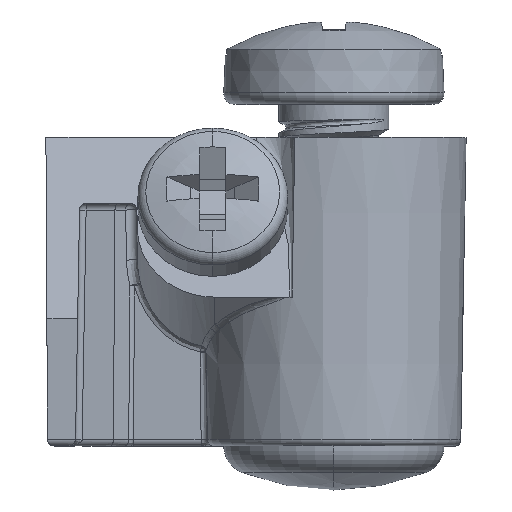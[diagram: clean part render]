
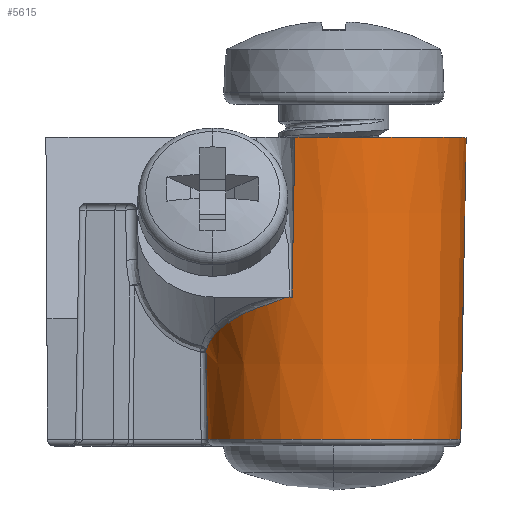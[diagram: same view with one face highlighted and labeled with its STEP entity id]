
A CAD part, top view. The second image highlights one B-rep face of the part: STEP entity #5615.
In plain terms, the highlighted conical face has half-angle 1 degrees and reference radius 5.88 mm.
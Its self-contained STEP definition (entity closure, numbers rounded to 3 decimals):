
#1797=CARTESIAN_POINT('',(-5.185,-5.725,
2.704));
#1798=CARTESIAN_POINT('',(-5.144,-5.687,
2.783));
#1799=CARTESIAN_POINT('',(-5.06,-5.611,
2.939));
#1800=CARTESIAN_POINT('',(-4.924,-5.501,
3.165));
#1801=CARTESIAN_POINT('',(-4.779,-5.395,
3.384));
#1802=CARTESIAN_POINT('',(-4.624,-5.292,3.595));
#1803=CARTESIAN_POINT('',(-4.462,-5.194,
3.796));
#1804=CARTESIAN_POINT('',(-4.29,-5.099,
3.993));
#1805=CARTESIAN_POINT('',(-4.108,-5.007,
4.182));
#1806=CARTESIAN_POINT('',(-3.922,-4.921,
4.359));
#1807=CARTESIAN_POINT('',(-3.741,-4.844,
4.517));
#1808=CARTESIAN_POINT('',(-3.568,-4.777,
4.655));
#1809=CARTESIAN_POINT('',(-3.406,-4.718,
4.776));
#1810=CARTESIAN_POINT('',(-3.256,-4.667,
4.881));
#1811=CARTESIAN_POINT('',(-3.12,-4.625,
4.969));
#1812=CARTESIAN_POINT('',(-3.,-4.587,
5.043));
#1813=CARTESIAN_POINT('',(-2.885,-4.548,
5.111));
#1814=CARTESIAN_POINT('',(-2.769,-4.507,
5.175));
#1815=CARTESIAN_POINT('',(-2.652,-4.462,
5.237));
#1816=CARTESIAN_POINT('',(-2.531,-4.414,
5.298));
#1817=CARTESIAN_POINT('',(-2.407,-4.362,
5.356));
#1818=CARTESIAN_POINT('',(-2.283,-4.308,
5.411));
#1819=CARTESIAN_POINT('',(-2.2,-4.27,
5.446));
#1820=CARTESIAN_POINT('',(-2.159,-4.25,
5.462));
#1872=CARTESIAN_POINT('',(-1.9,-4.25,5.558));
#1873=CARTESIAN_POINT('',(-1.886,-3.456,
5.577));
#1874=CARTESIAN_POINT('',(-1.858,-1.861,
5.616));
#1875=CARTESIAN_POINT('',(-1.816,0.556,
5.674));
#1876=CARTESIAN_POINT('',(-1.788,2.183,5.713));
#1877=CARTESIAN_POINT('',(-1.773,3.,5.732));
#1882=CARTESIAN_POINT('',(0.,3.,0.));
#1883=DIRECTION('',(0.,1.,0.));
#1884=DIRECTION('',(-0.296,0.,0.955));
#1885=AXIS2_PLACEMENT_3D('',#1882,#1883,#1884);
#1906=CARTESIAN_POINT('',(0.,-0.295,0.));
#1907=DIRECTION('',(0.,-1.,0.));
#1908=DIRECTION('',(0.119,0.,-0.993));
#1909=AXIS2_PLACEMENT_3D('',#1906,#1907,#1908);
#2196=DIRECTION('',(0.017,1.,0.));
#2197=VECTOR('',#2196,3.295);
#2198=CARTESIAN_POINT('',(5.942,-0.295,0.));
#2199=LINE('',#2198,#2197);
#2406=CARTESIAN_POINT('',(0.,-10.705,0.));
#2407=DIRECTION('',(0.,-1.,0.));
#2408=DIRECTION('',(0.093,0.,-0.996));
#2409=AXIS2_PLACEMENT_3D('',#2406,#2407,#2408);
#3226=CARTESIAN_POINT('',(0.,-4.25,0.));
#3227=DIRECTION('',(0.,1.,0.));
#3228=DIRECTION('',(-0.368,0.,0.93));
#3229=AXIS2_PLACEMENT_3D('',#3226,#3227,#3228);
#3241=CARTESIAN_POINT('',(-5.37,-5.912,
2.307));
#3242=CARTESIAN_POINT('',(-5.351,-5.892,
2.352));
#3243=CARTESIAN_POINT('',(-5.312,-5.85,
2.442));
#3244=CARTESIAN_POINT('',(-5.25,-5.788,
2.574));
#3245=CARTESIAN_POINT('',(-5.207,-5.746,
2.661));
#3246=CARTESIAN_POINT('',(-5.185,-5.725,
2.704));
#3269=CARTESIAN_POINT('',(-5.801,-6.693,
0.585));
#3270=CARTESIAN_POINT('',(-5.784,-6.602,
0.774));
#3271=CARTESIAN_POINT('',(-5.73,-6.425,
1.156));
#3272=CARTESIAN_POINT('',(-5.585,-6.168,
1.741));
#3273=CARTESIAN_POINT('',(-5.448,-5.998,
2.121));
#3274=CARTESIAN_POINT('',(-5.37,-5.912,
2.307));
#3297=CARTESIAN_POINT('',(-5.803,-6.735,
0.56));
#3298=CARTESIAN_POINT('',(-5.803,-6.731,
0.56));
#3299=CARTESIAN_POINT('',(-5.803,-6.722,
0.561));
#3300=CARTESIAN_POINT('',(-5.803,-6.71,
0.566));
#3301=CARTESIAN_POINT('',(-5.802,-6.7,
0.574));
#3302=CARTESIAN_POINT('',(-5.802,-6.695,
0.581));
#3303=CARTESIAN_POINT('',(-5.801,-6.693,
0.585));
#3327=CARTESIAN_POINT('',(-5.802,-6.778,
0.56));
#3328=CARTESIAN_POINT('',(-5.802,-6.773,
0.56));
#3329=CARTESIAN_POINT('',(-5.803,-6.763,
0.56));
#3330=CARTESIAN_POINT('',(-5.803,-6.749,
0.56));
#3331=CARTESIAN_POINT('',(-5.803,-6.74,
0.56));
#3332=CARTESIAN_POINT('',(-5.803,-6.735,
0.56));
#3365=CARTESIAN_POINT('',(-5.736,-10.705,
0.529));
#3366=CARTESIAN_POINT('',(-5.744,-10.284,
0.53));
#3367=CARTESIAN_POINT('',(-5.758,-9.431,
0.535));
#3368=CARTESIAN_POINT('',(-5.78,-8.12,
0.546));
#3369=CARTESIAN_POINT('',(-5.795,-7.228,
0.555));
#3370=CARTESIAN_POINT('',(-5.802,-6.778,
0.56));
#3385=CARTESIAN_POINT('',(0.533,-10.705,
-5.736));
#3386=CARTESIAN_POINT('',(0.552,-9.54,
-5.755));
#3387=CARTESIAN_POINT('',(0.591,-7.214,
-5.792));
#3388=CARTESIAN_POINT('',(0.649,-3.744,
-5.846));
#3389=CARTESIAN_POINT('',(0.688,-1.443,
-5.882));
#3390=CARTESIAN_POINT('',(0.707,-0.295,
-5.9));
#3512=CARTESIAN_POINT('',(-1.773,3.,5.732));
#3513=CARTESIAN_POINT('',(6.,3.,0.));
#3514=VERTEX_POINT('',#3512);
#3515=VERTEX_POINT('',#3513);
#3516=CARTESIAN_POINT('',(-1.9,-4.25,5.558));
#3517=VERTEX_POINT('',#3516);
#3567=VERTEX_POINT('',#3327);
#3568=VERTEX_POINT('',#3332);
#3571=VERTEX_POINT('',#3303);
#3573=VERTEX_POINT('',#3274);
#3575=VERTEX_POINT('',#3246);
#3577=VERTEX_POINT('',#1820);
#3683=CARTESIAN_POINT('',(0.533,-10.705,
-5.736));
#3684=CARTESIAN_POINT('',(-5.736,-10.705,
0.529));
#3685=VERTEX_POINT('',#3683);
#3686=VERTEX_POINT('',#3684);
#3723=CARTESIAN_POINT('',(0.707,-0.295,
-5.9));
#3724=CARTESIAN_POINT('',(5.942,-0.295,0.));
#3725=VERTEX_POINT('',#3723);
#3726=VERTEX_POINT('',#3724);
#5584=CARTESIAN_POINT('',(0.,-3.853,0.));
#5585=DIRECTION('',(0.,1.,0.));
#5586=DIRECTION('',(1.,0.,0.));
#5587=AXIS2_PLACEMENT_3D('',#5584,#5585,#5586);
#5588=CONICAL_SURFACE('',#5587,5.88,1.);
#5590=ORIENTED_EDGE('',*,*,#5589,.F.);
#5592=ORIENTED_EDGE('',*,*,#5591,.F.);
#5594=ORIENTED_EDGE('',*,*,#5593,.T.);
#5596=ORIENTED_EDGE('',*,*,#5595,.T.);
#5598=ORIENTED_EDGE('',*,*,#5597,.T.);
#5600=ORIENTED_EDGE('',*,*,#5599,.T.);
#5602=ORIENTED_EDGE('',*,*,#5601,.T.);
#5604=ORIENTED_EDGE('',*,*,#5603,.T.);
#5605=ORIENTED_EDGE('',*,*,#5574,.T.);
#5607=ORIENTED_EDGE('',*,*,#5606,.T.);
#5609=ORIENTED_EDGE('',*,*,#5608,.T.);
#5610=ORIENTED_EDGE('',*,*,#3900,.T.);
#5612=ORIENTED_EDGE('',*,*,#5611,.F.);
#5613=EDGE_LOOP('',(#5590,#5592,#5594,#5596,#5598,#5600,#5602,#5604,#5605,#5607,
#5609,#5610,#5612));
#5614=FACE_OUTER_BOUND('',#5613,.F.);
#1821=B_SPLINE_CURVE_WITH_KNOTS('',3,(#1797,#1798,#1799,#1800,#1801,#1802,#1803,
#1804,#1805,#1806,#1807,#1808,#1809,#1810,#1811,#1812,#1813,#1814,#1815,#1816,
#1817,#1818,#1819,#1820),.UNSPECIFIED.,.F.,.F.,(4,1,1,1,1,1,1,1,1,1,1,1,1,1,1,1,
1,1,1,1,1,4),(0.,0.048,0.095,0.143,
0.19,0.238,0.286,0.333,
0.381,0.429,0.476,0.524,
0.571,0.619,0.667,0.714,
0.762,0.81,0.857,0.905,
0.952,1.),.UNSPECIFIED.);
#1878=B_SPLINE_CURVE_WITH_KNOTS('',3,(#1872,#1873,#1874,#1875,#1876,#1877),
.UNSPECIFIED.,.F.,.F.,(4,1,1,4),(0.,0.333,0.667,1.),
.UNSPECIFIED.);
#1886=CIRCLE('',#1885,6.);
#1910=CIRCLE('',#1909,5.942);
#2410=CIRCLE('',#2409,5.761);
#3230=CIRCLE('',#3229,5.873);
#3247=B_SPLINE_CURVE_WITH_KNOTS('',3,(#3241,#3242,#3243,#3244,#3245,#3246),
.UNSPECIFIED.,.F.,.F.,(4,1,1,4),(0.,0.333,0.667,1.),
.UNSPECIFIED.);
#3275=B_SPLINE_CURVE_WITH_KNOTS('',3,(#3269,#3270,#3271,#3272,#3273,#3274),
.UNSPECIFIED.,.F.,.F.,(4,1,1,4),(0.,0.333,0.667,1.),
.UNSPECIFIED.);
#3304=B_SPLINE_CURVE_WITH_KNOTS('',3,(#3297,#3298,#3299,#3300,#3301,#3302,
#3303),.UNSPECIFIED.,.F.,.F.,(4,1,1,1,4),(0.,0.25,0.5,0.75,1.),
.UNSPECIFIED.);
#3333=B_SPLINE_CURVE_WITH_KNOTS('',3,(#3327,#3328,#3329,#3330,#3331,#3332),
.UNSPECIFIED.,.F.,.F.,(4,1,1,4),(0.,0.333,0.667,1.),
.UNSPECIFIED.);
#3371=B_SPLINE_CURVE_WITH_KNOTS('',3,(#3365,#3366,#3367,#3368,#3369,#3370),
.UNSPECIFIED.,.F.,.F.,(4,1,1,4),(0.,0.333,0.667,1.),
.UNSPECIFIED.);
#3391=B_SPLINE_CURVE_WITH_KNOTS('',3,(#3385,#3386,#3387,#3388,#3389,#3390),
.UNSPECIFIED.,.F.,.F.,(4,1,1,4),(0.,0.333,0.667,1.),
.UNSPECIFIED.);
#3900=EDGE_CURVE('',#3514,#3515,#1886,.T.);
#5574=EDGE_CURVE('',#3575,#3577,#1821,.T.);
#5589=EDGE_CURVE('',#3725,#3726,#1910,.T.);
#5591=EDGE_CURVE('',#3685,#3725,#3391,.T.);
#5593=EDGE_CURVE('',#3685,#3686,#2410,.T.);
#5595=EDGE_CURVE('',#3686,#3567,#3371,.T.);
#5597=EDGE_CURVE('',#3567,#3568,#3333,.T.);
#5599=EDGE_CURVE('',#3568,#3571,#3304,.T.);
#5601=EDGE_CURVE('',#3571,#3573,#3275,.T.);
#5603=EDGE_CURVE('',#3573,#3575,#3247,.T.);
#5606=EDGE_CURVE('',#3577,#3517,#3230,.T.);
#5608=EDGE_CURVE('',#3517,#3514,#1878,.T.);
#5611=EDGE_CURVE('',#3726,#3515,#2199,.T.);
#5615=ADVANCED_FACE('',(#5614),#5588,.T.);
